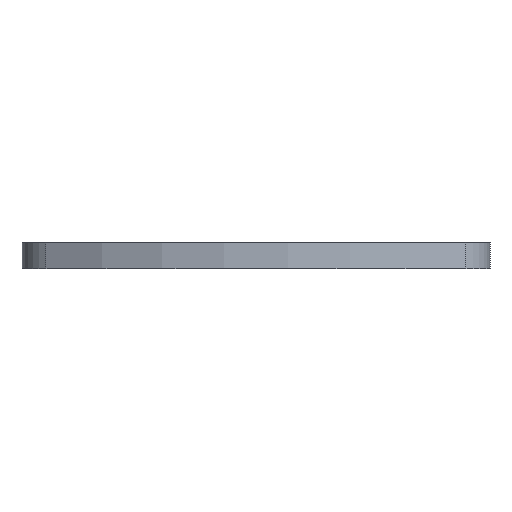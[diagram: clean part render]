
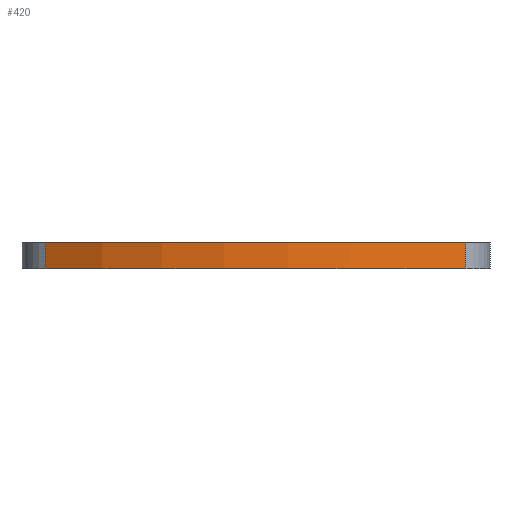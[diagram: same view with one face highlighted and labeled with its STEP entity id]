
A CAD part, front view. The second image highlights one B-rep face of the part: STEP entity #420.
In plain terms, the highlighted cylindrical face has radius 47.625 mm (diameter 95.25 mm), a partial arc.
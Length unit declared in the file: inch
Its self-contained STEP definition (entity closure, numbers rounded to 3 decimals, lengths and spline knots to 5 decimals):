
#53 = LINE ( 'NONE', #430, #1574 ) ;
#74 = CIRCLE ( 'NONE', #126, 1.875 ) ;
#93 = EDGE_CURVE ( 'NONE', #1369, #1329, #486, .T. ) ;
#126 = AXIS2_PLACEMENT_3D ( 'NONE', #1598, #191, #1622 ) ;
#191 = DIRECTION ( 'NONE',  ( 0., 0., 1. ) ) ;
#309 = ORIENTED_EDGE ( 'NONE', *, *, #1642, .F. ) ;
#420 = ADVANCED_FACE ( 'NONE', ( #947 ), #1184, .T. ) ;
#430 = CARTESIAN_POINT ( 'NONE',  ( -1.00962, -0.51295, 0.25 ) ) ;
#447 = DIRECTION ( 'NONE',  ( -1., 0., 0. ) ) ;
#468 = ORIENTED_EDGE ( 'NONE', *, *, #795, .T. ) ;
#476 = CARTESIAN_POINT ( 'NONE',  ( -1.00962, -0.51295, 0.25 ) ) ;
#486 = CIRCLE ( 'NONE', #702, 1.875 ) ;
#547 = CARTESIAN_POINT ( 'NONE',  ( 1.00962, -0.51295, 0.125 ) ) ;
#617 = EDGE_LOOP ( 'NONE', ( #1147, #309, #1217, #468 ) ) ;
#622 = CARTESIAN_POINT ( 'NONE',  ( 1.00962, -0.51295, 0.25 ) ) ;
#673 = AXIS2_PLACEMENT_3D ( 'NONE', #688, #1443, #447 ) ;
#688 = CARTESIAN_POINT ( 'NONE',  ( 0., 1.06702, 0.25 ) ) ;
#702 = AXIS2_PLACEMENT_3D ( 'NONE', #1042, #1315, #1590 ) ;
#714 = CARTESIAN_POINT ( 'NONE',  ( 1.00962, -0.51295, 0.25 ) ) ;
#741 = VERTEX_POINT ( 'NONE', #714 ) ;
#795 = EDGE_CURVE ( 'NONE', #1665, #1369, #53, .T. ) ;
#947 = FACE_OUTER_BOUND ( 'NONE', #617, .T. ) ;
#1042 = CARTESIAN_POINT ( 'NONE',  ( 0., 1.06702, 0.125 ) ) ;
#1052 = CARTESIAN_POINT ( 'NONE',  ( -1.00962, -0.51295, 0.125 ) ) ;
#1147 = ORIENTED_EDGE ( 'NONE', *, *, #93, .T. ) ;
#1184 = CYLINDRICAL_SURFACE ( 'NONE', #673, 1.875 ) ;
#1217 = ORIENTED_EDGE ( 'NONE', *, *, #1466, .F. ) ;
#1315 = DIRECTION ( 'NONE',  ( 0., 0., 1. ) ) ;
#1329 = VERTEX_POINT ( 'NONE', #547 ) ;
#1343 = DIRECTION ( 'NONE',  ( 0., 0., -1. ) ) ;
#1369 = VERTEX_POINT ( 'NONE', #1052 ) ;
#1417 = VECTOR ( 'NONE', #1533, 39.37008 ) ;
#1443 = DIRECTION ( 'NONE',  ( 0., 0., -1. ) ) ;
#1466 = EDGE_CURVE ( 'NONE', #1665, #741, #74, .T. ) ;
#1533 = DIRECTION ( 'NONE',  ( 0., 0., -1. ) ) ;
#1574 = VECTOR ( 'NONE', #1343, 39.37008 ) ;
#1590 = DIRECTION ( 'NONE',  ( 1., 0., 0. ) ) ;
#1598 = CARTESIAN_POINT ( 'NONE',  ( 0., 1.06702, 0.25 ) ) ;
#1622 = DIRECTION ( 'NONE',  ( 1., 0., 0. ) ) ;
#1642 = EDGE_CURVE ( 'NONE', #741, #1329, #1658, .T. ) ;
#1658 = LINE ( 'NONE', #622, #1417 ) ;
#1665 = VERTEX_POINT ( 'NONE', #476 ) ;
